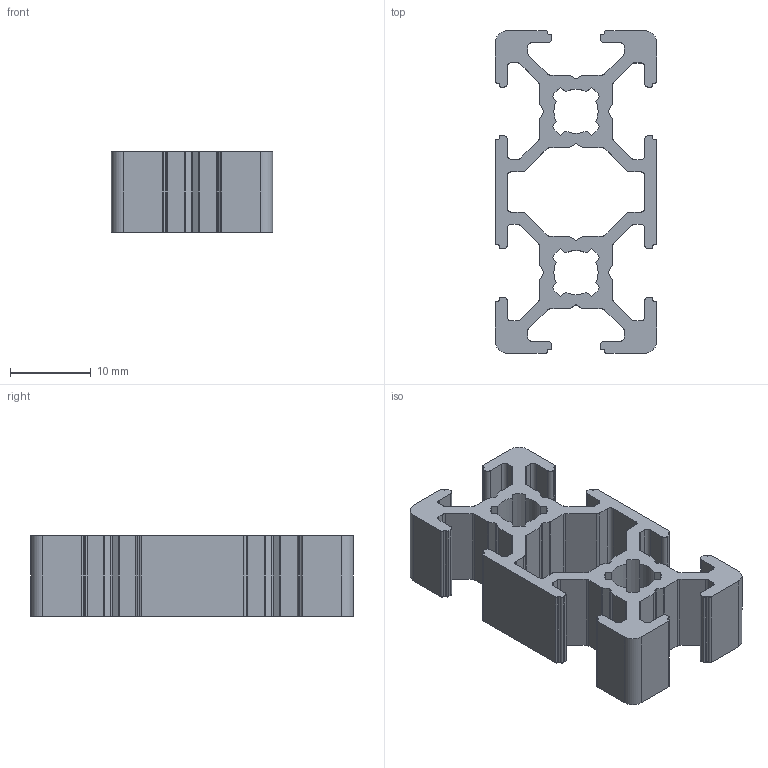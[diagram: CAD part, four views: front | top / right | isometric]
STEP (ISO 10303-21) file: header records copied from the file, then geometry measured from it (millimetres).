
FILE_DESCRIPTION((''),'2;1');
FILE_NAME('20x40.ipt.stp','2011-06-05T17:27:52',(''),(''),'Autodesk Inventor 2011','Autodesk Inventor 2011','');
FILE_SCHEMA(('AUTOMOTIVE_DESIGN { 1 0 10303 214 1 1 1 1 }'));
Length unit declared in the file: millimetre
Products named in the file (1): 20x40
Bounding box: 20 x 40 x 10 mm (x, y, z)
Volume: 2874.9 mm3; surface area: 3820 mm2
Topology: 1 solids, 1 shells, 282 faces, 840 edges, 560 vertices
Faces by surface type: plane 142, cylinder 140
Entity records: 9582 total; most frequent: DIRECTION 1686, CARTESIAN_POINT 1683, ORIENTED_EDGE 1680, EDGE_CURVE 840, AXIS2_PLACEMENT_3D 563, VERTEX_POINT 560, VECTOR 560, LINE 560
